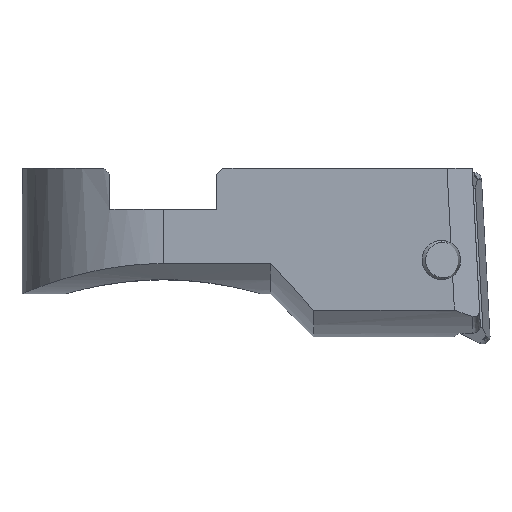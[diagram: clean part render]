
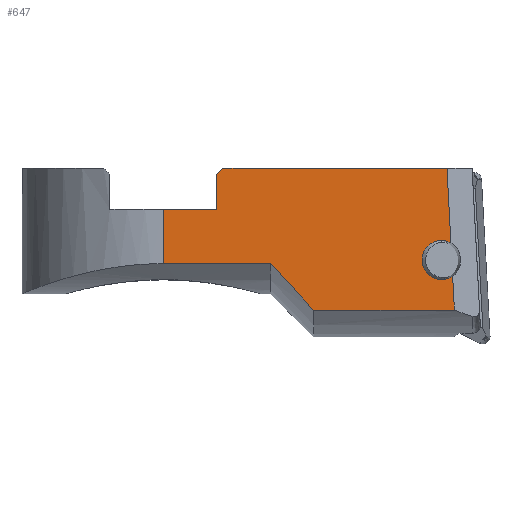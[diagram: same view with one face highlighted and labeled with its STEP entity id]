
A CAD part, top view. The second image highlights one B-rep face of the part: STEP entity #647.
In plain terms, the highlighted planar face has unit normal (0, 0, 1).
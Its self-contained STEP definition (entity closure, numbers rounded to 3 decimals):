
#527=VERTEX_POINT('NONE',#1519);
#537=VERTEX_POINT('NONE',#1529);
#545=EDGE_CURVE('NONE',#1339,#1159,#1537,.T.);
#629=EDGE_CURVE('NONE',#1387,#889,#1630,.T.);
#647=ADVANCED_FACE('NONE',(#1649),#1650,.F.);
#709=EDGE_CURVE('NONE',#1451,#1321,#1716,.T.);
#745=VERTEX_POINT('NONE',#1754);
#753=EDGE_CURVE('NONE',#1035,#1339,#1763,.F.);
#871=VERTEX_POINT('NONE',#1894);
#885=EDGE_CURVE('NONE',#871,#527,#1909,.T.);
#889=VERTEX_POINT('NONE',#1913);
#999=EDGE_CURVE('NONE',#745,#1043,#2035,.T.);
#1035=VERTEX_POINT('NONE',#2076);
#1043=VERTEX_POINT('NONE',#2085);
#1091=EDGE_CURVE('NONE',#1133,#1451,#2140,.T.);
#1105=EDGE_CURVE('NONE',#537,#1035,#2157,.T.);
#1133=VERTEX_POINT('NONE',#2189);
#1159=VERTEX_POINT('NONE',#2216);
#1235=EDGE_CURVE('NONE',#1387,#1159,#2301,.F.);
#1321=VERTEX_POINT('NONE',#2400);
#1339=VERTEX_POINT('NONE',#2420);
#1357=EDGE_CURVE('NONE',#1043,#1321,#2439,.F.);
#1387=VERTEX_POINT('NONE',#2475);
#1405=EDGE_CURVE('NONE',#527,#1133,#2494,.T.);
#1417=EDGE_CURVE('NONE',#889,#745,#2506,.T.);
#1429=EDGE_CURVE('NONE',#537,#871,#2518,.F.);
#1451=VERTEX_POINT('NONE',#2541);
#1519=CARTESIAN_POINT('',(2.375,0.0,5.625));
#1529=CARTESIAN_POINT('',(11.448,-2.972,5.625));
#1537=ELLIPSE('',#2648,0.783,0.78);
#1630=LINE('',#2896,#2897);
#1649=FACE_OUTER_BOUND('',#2923,.T.);
#1650=PLANE('',#2924);
#1716=LINE('',#3030,#3031);
#1754=CARTESIAN_POINT('',(4.275,-3.806,5.625));
#1763=ELLIPSE('',#3112,0.783,0.78);
#1894=CARTESIAN_POINT('',(11.292,0.0,5.625));
#1909=LINE('',#3808,#3809);
#1913=CARTESIAN_POINT('',(5.985,-5.658,5.625));
#2035=LINE('',#4075,#4076);
#2076=CARTESIAN_POINT('',(11.042,-2.884,5.625));
#2085=CARTESIAN_POINT('',(0.0,-3.806,5.625));
#2140=LINE('',#4204,#4205);
#2157=ELLIPSE('',#4226,0.783,0.78);
#2189=CARTESIAN_POINT('',(2.125,-0.25,5.625));
#2216=CARTESIAN_POINT('',(11.518,-4.311,5.625));
#2301=LINE('',#4431,#4432);
#2400=CARTESIAN_POINT('',(0.0,-1.65,5.625));
#2420=CARTESIAN_POINT('',(11.124,-4.442,5.625));
#2439=LINE('',#4645,#4646);
#2475=CARTESIAN_POINT('',(11.588,-5.658,5.625));
#2494=LINE('',#4715,#4716);
#2506=(B_SPLINE_CURVE(2,(#4736,#4737,#4738),.UNSPECIFIED.,.F.,.F.)B_SPLINE_CURVE_WITH_KNOTS((3,3),(1.65,4.155),.UNSPECIFIED.)RATIONAL_B_SPLINE_CURVE((1.005,1.007,1.006))BOUNDED_CURVE()REPRESENTATION_ITEM('')GEOMETRIC_REPRESENTATION_ITEM()CURVE());
#2518=LINE('',#4765,#4766);
#2541=CARTESIAN_POINT('',(2.125,-1.65,5.625));
#2648=AXIS2_PLACEMENT_3D('',#4869,#4870,#4871);
#2896=CARTESIAN_POINT('',(15.206,-5.658,5.625));
#2897=VECTOR('',#4985,1.0);
#2923=EDGE_LOOP('',(#5002,#5003,#5004,#5005,#5006,#5007,#5008,#5009,#5010,#5011,#5012,#5013,#5014));
#2924=AXIS2_PLACEMENT_3D('',#5015,#5016,#5017);
#3030=CARTESIAN_POINT('',(0.909,-1.65,5.625));
#3031=VECTOR('',#5091,1.0);
#3112=AXIS2_PLACEMENT_3D('',#5139,#5140,#5141);
#3808=CARTESIAN_POINT('',(0.,0.0,5.625));
#3809=VECTOR('',#5334,1.0);
#4075=CARTESIAN_POINT('',(15.206,-3.806,5.625));
#4076=VECTOR('',#5484,1.0);
#4204=CARTESIAN_POINT('',(2.125,-4.325,5.625));
#4205=VECTOR('',#5624,1.0);
#4226=AXIS2_PLACEMENT_3D('',#5658,#5659,#5660);
#4431=CARTESIAN_POINT('',(11.637,-6.576,5.625));
#4432=VECTOR('',#5838,1.0);
#4645=CARTESIAN_POINT('',(0.,-7.0,5.625));
#4646=VECTOR('',#5998,1.0);
#4715=CARTESIAN_POINT('',(-0.094,-2.469,5.625));
#4716=VECTOR('',#6076,1.0);
#4736=CARTESIAN_POINT('',(5.985,-5.658,5.625));
#4737=CARTESIAN_POINT('',(5.072,-4.678,5.625));
#4738=CARTESIAN_POINT('',(4.275,-3.806,5.625));
#4765=CARTESIAN_POINT('',(11.637,-6.576,5.625));
#4766=VECTOR('',#6094,1.0);
#4869=CARTESIAN_POINT('',(11.083,-3.663,5.625));
#4870=DIRECTION('',(0.,0.0,1.0));
#4871=DIRECTION('',(0.999,0.052,0.));
#4985=DIRECTION('',(-1.0,-0.0,0.));
#5002=ORIENTED_EDGE('',*,*,#885,.T.);
#5003=ORIENTED_EDGE('',*,*,#1405,.T.);
#5004=ORIENTED_EDGE('',*,*,#1091,.T.);
#5005=ORIENTED_EDGE('',*,*,#709,.T.);
#5006=ORIENTED_EDGE('',*,*,#1357,.F.);
#5007=ORIENTED_EDGE('',*,*,#999,.F.);
#5008=ORIENTED_EDGE('',*,*,#1417,.F.);
#5009=ORIENTED_EDGE('',*,*,#629,.F.);
#5010=ORIENTED_EDGE('',*,*,#1235,.T.);
#5011=ORIENTED_EDGE('',*,*,#545,.F.);
#5012=ORIENTED_EDGE('',*,*,#753,.F.);
#5013=ORIENTED_EDGE('',*,*,#1105,.F.);
#5014=ORIENTED_EDGE('',*,*,#1429,.T.);
#5015=CARTESIAN_POINT('',(0.,-7.0,5.625));
#5016=DIRECTION('',(0.,0.0,-1.0));
#5017=DIRECTION('',(-1.0,0.0,0.));
#5091=DIRECTION('',(-1.0,0.0,0.));
#5139=CARTESIAN_POINT('',(11.083,-3.663,5.625));
#5140=DIRECTION('',(0.,0.0,-1.0));
#5141=DIRECTION('',(0.999,0.052,0.));
#5334=DIRECTION('',(-1.0,0.0,0.));
#5484=DIRECTION('',(-1.0,-0.0,0.));
#5624=DIRECTION('',(0.,-1.0,0.));
#5658=CARTESIAN_POINT('',(11.083,-3.663,5.625));
#5659=DIRECTION('',(0.,0.0,1.0));
#5660=DIRECTION('',(0.999,0.052,0.));
#5838=DIRECTION('',(0.052,-0.999,0.));
#5998=DIRECTION('',(0.0,-1.0,0.0));
#6076=DIRECTION('',(-0.707,-0.707,0.));
#6094=DIRECTION('',(0.052,-0.999,0.));
